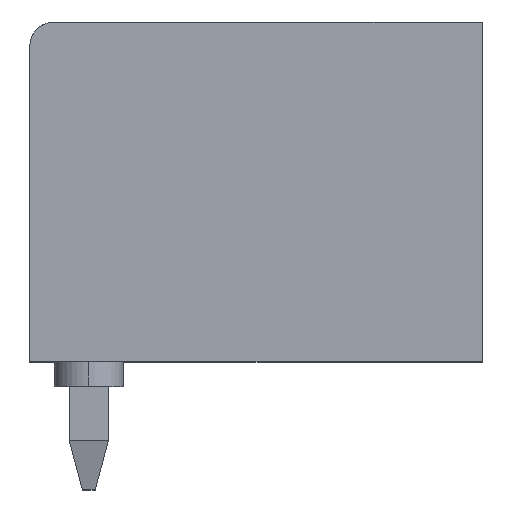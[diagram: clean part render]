
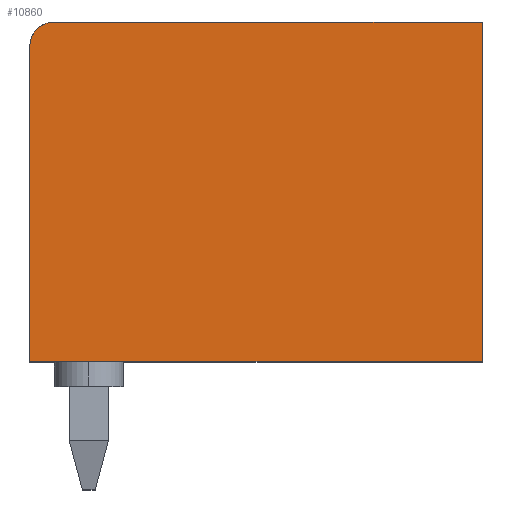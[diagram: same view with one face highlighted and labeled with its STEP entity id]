
A CAD part, top view. The second image highlights one B-rep face of the part: STEP entity #10860.
In plain terms, the highlighted planar face has unit normal (0, 0, 1).
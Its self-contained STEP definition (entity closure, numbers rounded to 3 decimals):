
#7540=CARTESIAN_POINT('',(-62.201,-2.817,0.43
));
#7550=VERTEX_POINT('',#7540);
#7580=CARTESIAN_POINT('',(-62.201,2.421,0.43)
);
#7590=DIRECTION('',(0.,-1.,0.));
#7600=VECTOR('',#7590,1.);
#7610=LINE('',#7580,#7600);
#7620=CARTESIAN_POINT('',(-62.201,4.083,0.43)
);
#7630=VERTEX_POINT('',#7620);
#7640=EDGE_CURVE('',#7630,#7550,#7610,.T.);
#10050=CARTESIAN_POINT('',(-66.93,4.083,
0.43));
#10060=DIRECTION('',(-1.,0.,0.));
#10070=VECTOR('',#10060,1.);
#10080=LINE('',#10050,#10070);
#10090=CARTESIAN_POINT('',(-70.901,4.083,
0.43));
#10100=VERTEX_POINT('',#10090);
#10110=EDGE_CURVE('',#7630,#10100,#10080,.T.);
#10540=CARTESIAN_POINT('',(-65.31,0.183,
0.43));
#10550=DIRECTION('',(0.,0.,1.));
#10560=DIRECTION('',(-1.,0.,0.));
#10570=AXIS2_PLACEMENT_3D('',#10540,#10550,#10560);
#10580=PLANE('',#10570);
#10590=CARTESIAN_POINT('',(-66.93,-2.817,
0.43));
#10600=DIRECTION('',(-1.,0.,0.));
#10610=VECTOR('',#10600,1.);
#10620=LINE('',#10590,#10610);
#10630=CARTESIAN_POINT('',(-71.401,-2.817,
0.43));
#10640=VERTEX_POINT('',#10630);
#10650=EDGE_CURVE('',#7550,#10640,#10620,.T.);
#10660=ORIENTED_EDGE('',*,*,#10650,.F.);
#10670=CARTESIAN_POINT('',(-71.401,2.421,
0.43));
#10680=DIRECTION('',(0.,1.,0.));
#10690=VECTOR('',#10680,1.);
#10700=LINE('',#10670,#10690);
#10710=CARTESIAN_POINT('',(-71.401,3.583,
0.43));
#10720=VERTEX_POINT('',#10710);
#10730=EDGE_CURVE('',#10640,#10720,#10700,.T.);
#10740=ORIENTED_EDGE('',*,*,#10730,.F.);
#10750=CARTESIAN_POINT('',(-70.901,3.583,
0.43));
#10760=DIRECTION('',(0.,0.,-1.));
#10770=DIRECTION('',(0.,-1.,0.));
#10780=AXIS2_PLACEMENT_3D('',#10750,#10760,#10770);
#10790=CIRCLE('',#10780,0.5);
#10800=EDGE_CURVE('',#10720,#10100,#10790,.T.);
#10810=ORIENTED_EDGE('',*,*,#10800,.F.);
#10820=ORIENTED_EDGE('',*,*,#10110,.T.);
#10830=ORIENTED_EDGE('',*,*,#7640,.F.);
#10840=EDGE_LOOP('',(#10830,#10820,#10810,#10740,#10660));
#10850=FACE_OUTER_BOUND('',#10840,.T.);
#10860=ADVANCED_FACE('',(#10850),#10580,.T.);
